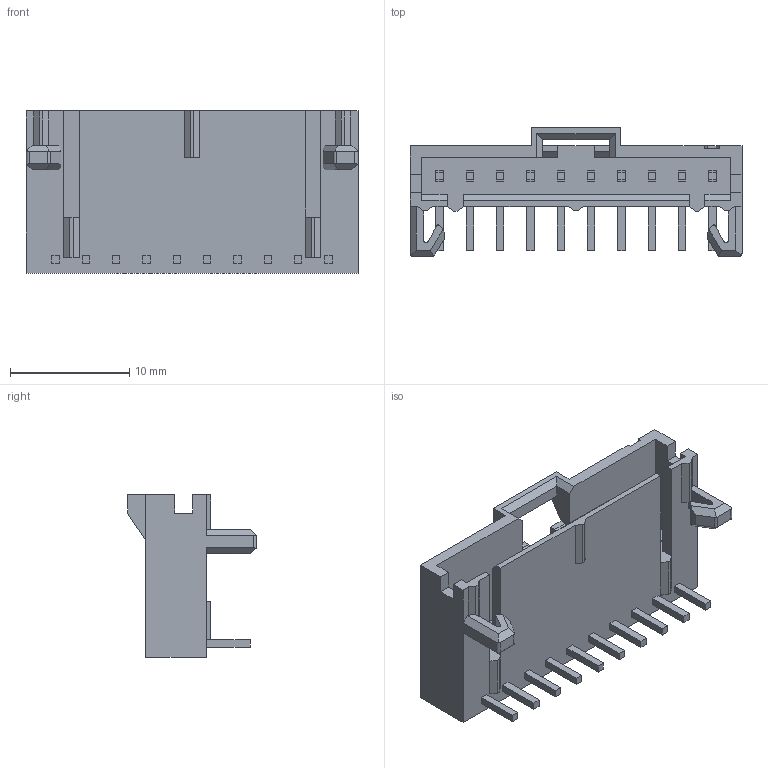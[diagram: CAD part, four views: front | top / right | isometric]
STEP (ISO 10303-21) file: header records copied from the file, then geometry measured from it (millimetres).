
FILE_DESCRIPTION((''),'2;1');
FILE_NAME('C-5-103672-9','2017-05-11T',('workeradm'),('Tyco Electronics Ltd.'),'CREO PARAMETRIC BY PTC INC, 2016050','CREO PARAMETRIC BY PTC INC, 2016050','');
FILE_SCHEMA(('AUTOMOTIVE_DESIGN { 1 0 10303 214 1 1 1 1 }'));
Length unit declared in the file: millimetre
Products named in the file (1): C-5-103672-9
Bounding box: 27.81 x 10.79 x 13.59 mm (x, y, z)
Volume: 1233.7 mm3; surface area: 1978.9 mm2
Topology: 1 solids, 1 shells, 250 faces, 680 edges, 450 vertices
Faces by surface type: plane 242, cylinder 8
Entity records: 7891 total; most frequent: CARTESIAN_POINT 1413, ORIENTED_EDGE 1360, DIRECTION 1172, EDGE_CURVE 680, VECTOR 656, LINE 656, VERTEX_POINT 450, EDGE_LOOP 270
